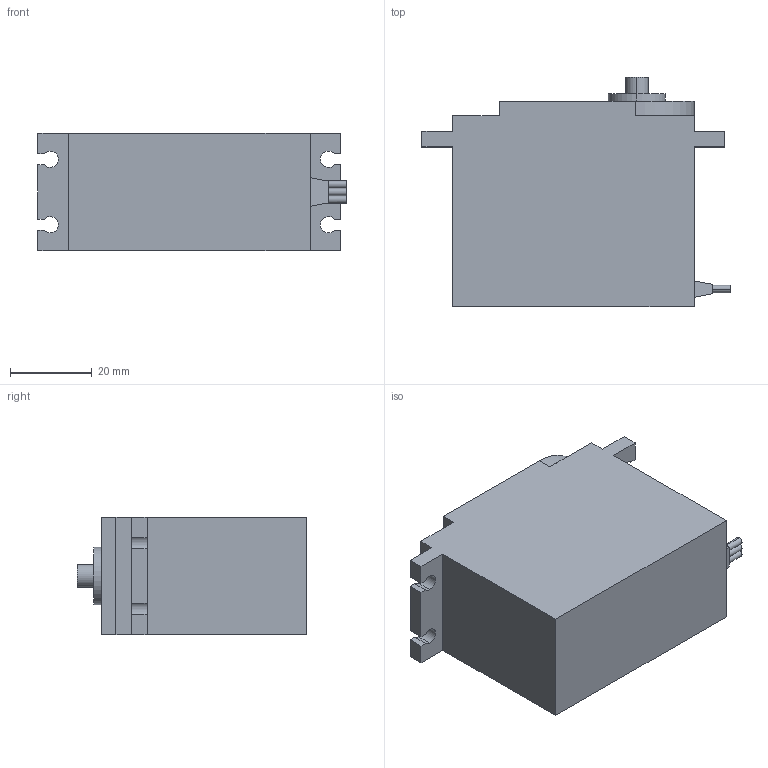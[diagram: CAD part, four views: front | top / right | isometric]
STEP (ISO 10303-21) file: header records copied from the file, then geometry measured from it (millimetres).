
FILE_DESCRIPTION (( 'STEP AP203' ), '1' );
FILE_NAME ('HITEC_HS785HB.STEP', '2016-06-15T13:56:57', ( '' ), ( '' ), 'SwSTEP 2.0', 'SolidWorks 2015', '' );
FILE_SCHEMA (( 'CONFIG_CONTROL_DESIGN' ));
Length unit declared in the file: millimetre
Products named in the file (1): HITEC_HS785HB
Bounding box: 75.3 x 56.05 x 28.8 mm (x, y, z)
Volume: 85663.6 mm3; surface area: 13471 mm2
Topology: 1 solids, 1 shells, 233 faces, 623 edges, 412 vertices
Faces by surface type: plane 148, bspline 58, cylinder 25, cone 2
Entity records: 10295 total; most frequent: CARTESIAN_POINT 4749, ORIENTED_EDGE 1242, DIRECTION 912, EDGE_CURVE 621, VECTOR 450, LINE 450, VERTEX_POINT 412, EDGE_LOOP 255
